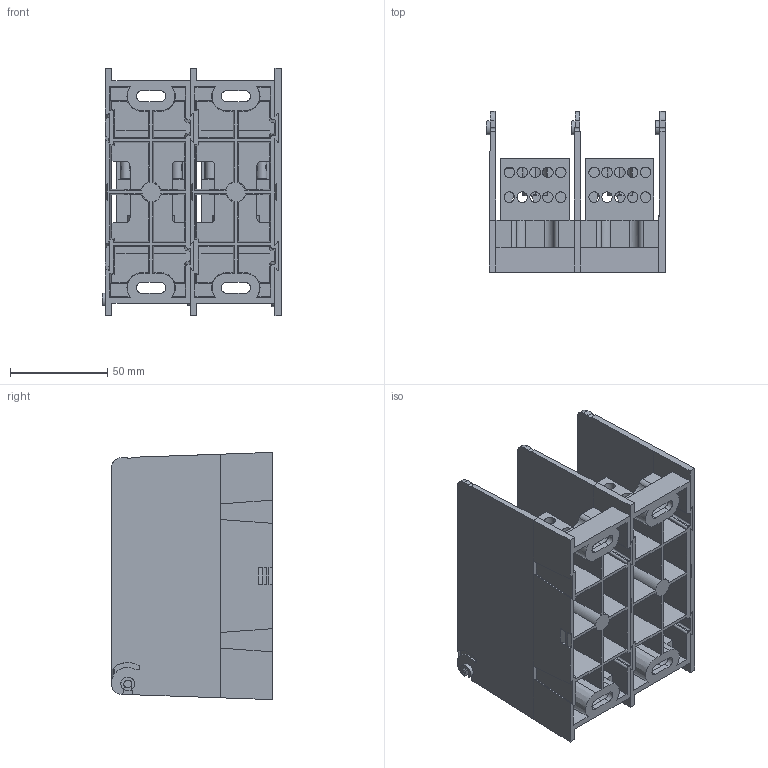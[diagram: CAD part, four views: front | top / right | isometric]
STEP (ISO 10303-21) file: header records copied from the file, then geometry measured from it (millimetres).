
FILE_DESCRIPTION (( 'STEP AP214' ), '1' );
FILE_NAME ('701906rev-2P.STEP', '2014-10-30T11:57:49', ( '' ), ( '' ), 'SwSTEP 2.0', 'SolidWorks 2013', '' );
FILE_SCHEMA (( 'AUTOMOTIVE_DESIGN' ));
Length unit declared in the file: inch
Products named in the file (1): 701906rev-2P
Bounding box: 92.16 x 82.55 x 127.01 mm (x, y, z)
Surface area: 130900.4 mm2 (no closed solid volume)
Topology: 0 solids, 26 shells, 549 faces, 2030 edges, 1446 vertices
Faces by surface type: plane 317, cylinder 194, cone 38
Entity records: 29702 total; most frequent: CARTESIAN_POINT 6530, ORIENTED_EDGE 3259, DIRECTION 2980, EDGE_CURVE 2030, VERTEX_POINT 1446, VECTOR 1204, LINE 1204, AXIS2_PLACEMENT_3D 888
